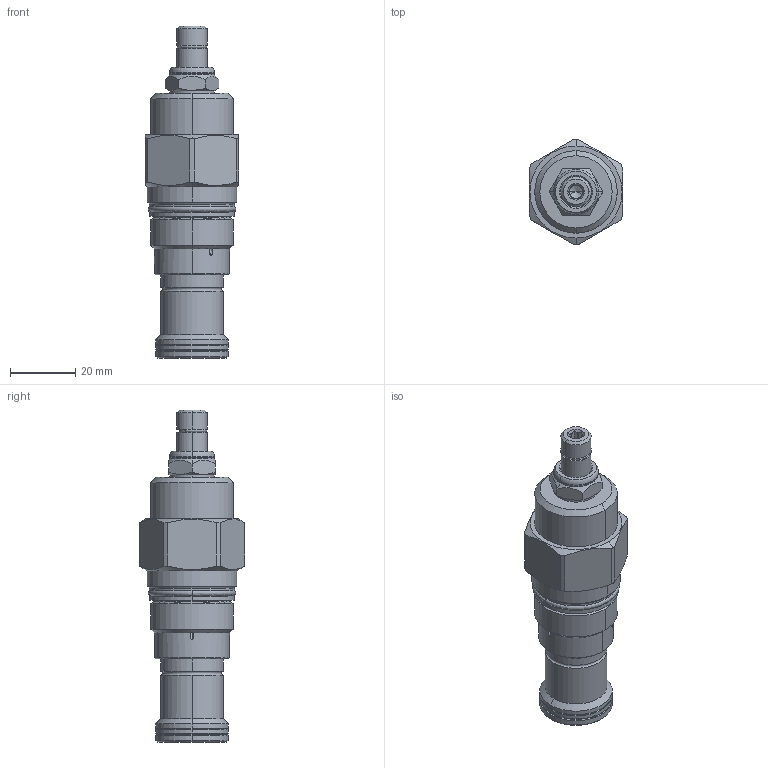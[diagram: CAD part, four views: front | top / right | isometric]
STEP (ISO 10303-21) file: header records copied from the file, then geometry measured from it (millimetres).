
FILE_DESCRIPTION((''),'2;1');
FILE_NAME('RPGS-LAN_PRT','2016-01-26T',('Administrator'),(''),'PRO/ENGINEER BY PARAMETRIC TECHNOLOGY CORPORATION, 2006240','PRO/ENGINEER BY PARAMETRIC TECHNOLOGY CORPORATION, 2006240','');
FILE_SCHEMA(('CONFIG_CONTROL_DESIGN'));
Length unit declared in the file: inch
Products named in the file (1): RPGS-LAN_PRT
Bounding box: 28.57 x 32.21 x 101.63 mm (x, y, z)
Volume: 38456 mm3; surface area: 11851.8 mm2
Topology: 2 solids, 3 shells, 261 faces, 585 edges, 346 vertices
Faces by surface type: cylinder 93, cone 70, plane 62, torus 26, bspline 6, revolution 4
Entity records: 8685 total; most frequent: CARTESIAN_POINT 2787, DIRECTION 1328, ORIENTED_EDGE 1154, EDGE_CURVE 577, AXIS2_PLACEMENT_3D 558, VERTEX_POINT 346, CIRCLE 307, EDGE_LOOP 287
